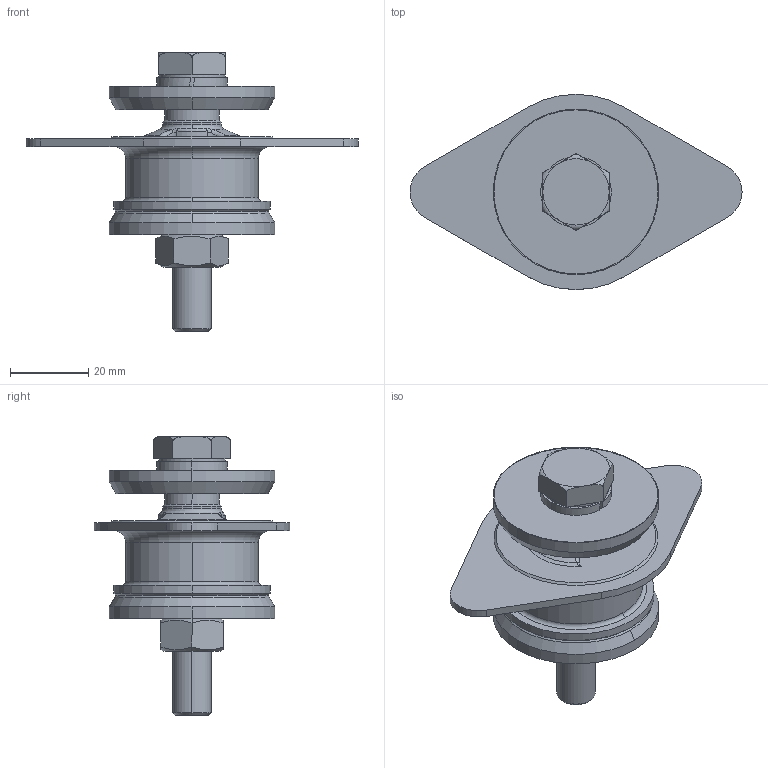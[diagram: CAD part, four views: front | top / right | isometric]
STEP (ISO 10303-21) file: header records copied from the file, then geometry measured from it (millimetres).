
FILE_DESCRIPTION (( 'STEP AP214' ), '1' );
FILE_NAME ('Teil4.STEP', '2014-09-10T08:57:59', ( '' ), ( '' ), 'SwSTEP 2.0', 'SolidWorks 2014', '' );
FILE_SCHEMA (( 'AUTOMOTIVE_DESIGN' ));
Length unit declared in the file: millimetre
Products named in the file (1): Teil4
Bounding box: 85 x 50 x 71.4 mm (x, y, z)
Volume: 45161 mm3; surface area: 14516.2 mm2
Topology: 1 solids, 1 shells, 125 faces, 305 edges, 193 vertices
Faces by surface type: plane 39, cylinder 37, bspline 33, torus 14, cone 2
Entity records: 5111 total; most frequent: CARTESIAN_POINT 1501, ORIENTED_EDGE 610, DIRECTION 561, EDGE_CURVE 305, AXIS2_PLACEMENT_3D 233, VERTEX_POINT 193, CIRCLE 140, EDGE_LOOP 138
